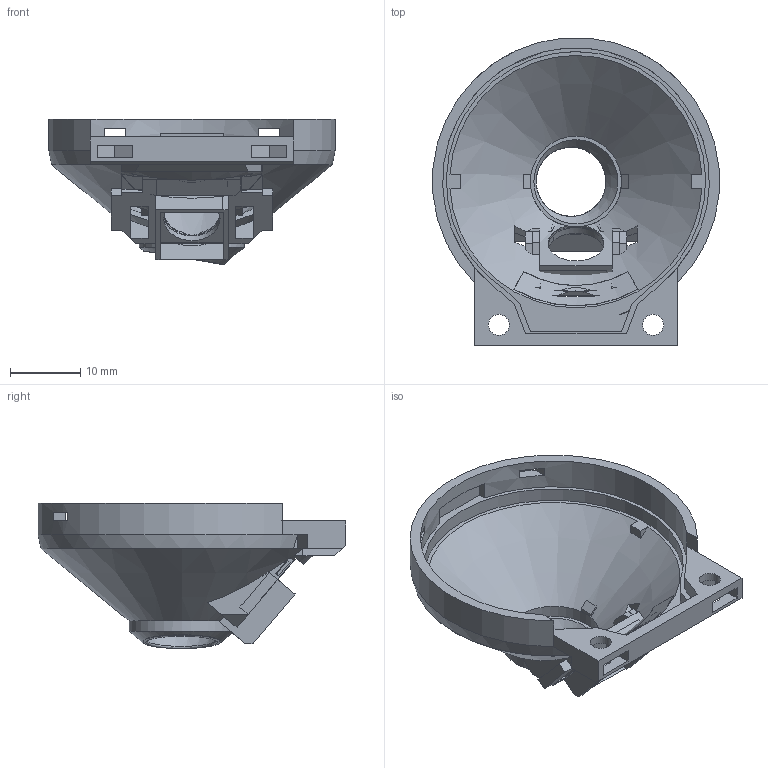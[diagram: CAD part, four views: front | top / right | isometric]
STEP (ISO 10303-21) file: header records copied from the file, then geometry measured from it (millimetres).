
FILE_DESCRIPTION(/* description */ ('','CAx-IF Rec.Pracs.---Representation and Presentation of Product Manufacturing Information (PMI)---4.0---2014-10-13'),/* implementation_level */ '2;1');
FILE_NAME(/* name */ 'Eyepiece EyeR V8 AngleLeft.step',/* time_stamp */ '2025-02-03T15:39:17-05:00',/* author */ (''),/* organization */ (''),/* preprocessor_version */ 'ST-DEVELOPER v20',/* originating_system */ 'Autodesk Translation Framework v13.20.0.188',/* authorisation */ '');
FILE_SCHEMA (('AP242_MANAGED_MODEL_BASED_3D_ENGINEERING_MIM_LF { 1 0 10303 442 1 1 4 }'));
Length unit declared in the file: millimetre
Products named in the file (3): Eyepiece EyeR V8 AngleLeft; Component1; Eye-R module V4 v5
Assembly tree (2 placements, depth 2):
  Eyepiece EyeR V8 AngleLeft
    Component1
    Eye-R module V4 v5
Bounding box: 40.84 x 43.93 x 20.72 mm (x, y, z)
Volume: 3136.9 mm3; surface area: 6610.6 mm2
Topology: 5 solids, 5 shells, 290 faces, 844 edges, 560 vertices
Faces by surface type: plane 246, cylinder 20, cone 17, bspline 7
Full cylindrical faces by diameter (mm): 3 x4, 8 x1, 13 x1, 15 x1
Entity records: 9681 total; most frequent: CARTESIAN_POINT 2271, ORIENTED_EDGE 1690, DIRECTION 1360, EDGE_CURVE 845, VERTEX_POINT 560, LINE 554, VECTOR 554, AXIS2_PLACEMENT_3D 403
